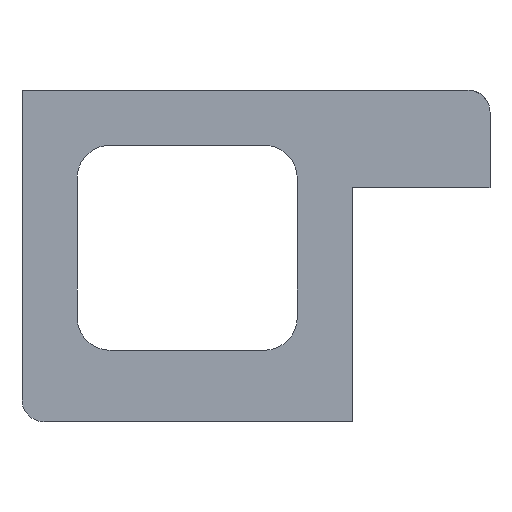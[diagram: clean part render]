
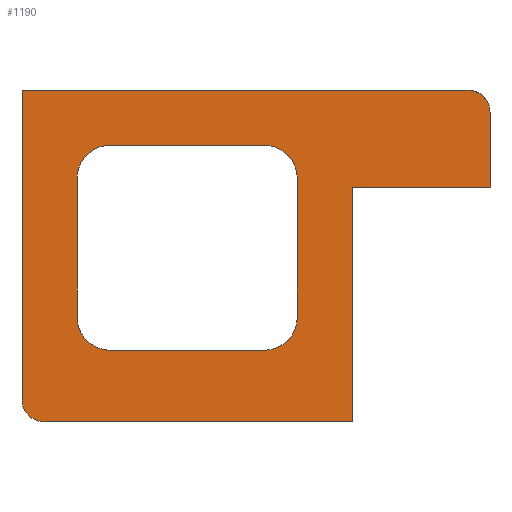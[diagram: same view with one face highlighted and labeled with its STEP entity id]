
A CAD part, left-side view. The second image highlights one B-rep face of the part: STEP entity #1190.
In plain terms, the highlighted planar face has unit normal (-1, 0, 0).
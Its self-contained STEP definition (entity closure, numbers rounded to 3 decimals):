
#38=FACE_BOUND('',#224,.T.);
#74=PLANE('',#1331);
#138=FACE_OUTER_BOUND('',#223,.T.);
#223=EDGE_LOOP('',(#1083,#1084,#1085,#1086,#1087,#1088,#1089,#1090));
#224=EDGE_LOOP('',(#1091,#1092,#1093,#1094,#1095,#1096,#1097,#1098));
#300=LINE('',#2003,#400);
#304=LINE('',#2020,#404);
#308=LINE('',#2033,#408);
#311=LINE('',#2041,#411);
#314=LINE('',#2049,#414);
#317=LINE('',#2056,#417);
#323=LINE('',#2088,#423);
#325=LINE('',#2091,#425);
#326=LINE('',#2094,#426);
#328=LINE('',#2097,#428);
#400=VECTOR('',#1569,10.);
#404=VECTOR('',#1589,10.);
#408=VECTOR('',#1603,10.);
#411=VECTOR('',#1612,10.);
#414=VECTOR('',#1621,10.);
#417=VECTOR('',#1630,10.);
#423=VECTOR('',#1672,10.);
#425=VECTOR('',#1676,10.);
#426=VECTOR('',#1679,10.);
#428=VECTOR('',#1683,10.);
#467=CIRCLE('',#1280,4.);
#477=CIRCLE('',#1294,4.);
#480=CIRCLE('',#1299,6.);
#481=CIRCLE('',#1302,6.);
#482=CIRCLE('',#1305,6.);
#483=CIRCLE('',#1308,6.);
#557=VERTEX_POINT('',#1957);
#558=VERTEX_POINT('',#1959);
#577=VERTEX_POINT('',#2001);
#581=VERTEX_POINT('',#2014);
#582=VERTEX_POINT('',#2016);
#584=VERTEX_POINT('',#2025);
#585=VERTEX_POINT('',#2026);
#586=VERTEX_POINT('',#2031);
#587=VERTEX_POINT('',#2035);
#588=VERTEX_POINT('',#2036);
#589=VERTEX_POINT('',#2043);
#590=VERTEX_POINT('',#2044);
#591=VERTEX_POINT('',#2051);
#598=VERTEX_POINT('',#2085);
#599=VERTEX_POINT('',#2087);
#600=VERTEX_POINT('',#2093);
#698=EDGE_CURVE('',#558,#557,#467,.T.);
#720=EDGE_CURVE('',#577,#557,#300,.T.);
#727=EDGE_CURVE('',#582,#581,#477,.T.);
#729=EDGE_CURVE('',#582,#577,#304,.T.);
#732=EDGE_CURVE('',#584,#585,#480,.T.);
#736=EDGE_CURVE('',#586,#585,#308,.T.);
#737=EDGE_CURVE('',#587,#588,#481,.T.);
#740=EDGE_CURVE('',#584,#588,#311,.T.);
#741=EDGE_CURVE('',#589,#590,#482,.T.);
#744=EDGE_CURVE('',#587,#590,#314,.T.);
#745=EDGE_CURVE('',#586,#591,#483,.T.);
#748=EDGE_CURVE('',#589,#591,#317,.T.);
#761=EDGE_CURVE('',#599,#598,#323,.T.);
#763=EDGE_CURVE('',#599,#581,#325,.T.);
#764=EDGE_CURVE('',#558,#600,#326,.T.);
#766=EDGE_CURVE('',#598,#600,#328,.T.);
#1083=ORIENTED_EDGE('',*,*,#698,.T.);
#1084=ORIENTED_EDGE('',*,*,#720,.F.);
#1085=ORIENTED_EDGE('',*,*,#729,.F.);
#1086=ORIENTED_EDGE('',*,*,#727,.T.);
#1087=ORIENTED_EDGE('',*,*,#763,.F.);
#1088=ORIENTED_EDGE('',*,*,#761,.T.);
#1089=ORIENTED_EDGE('',*,*,#766,.T.);
#1090=ORIENTED_EDGE('',*,*,#764,.F.);
#1091=ORIENTED_EDGE('',*,*,#740,.F.);
#1092=ORIENTED_EDGE('',*,*,#732,.T.);
#1093=ORIENTED_EDGE('',*,*,#736,.F.);
#1094=ORIENTED_EDGE('',*,*,#745,.T.);
#1095=ORIENTED_EDGE('',*,*,#748,.F.);
#1096=ORIENTED_EDGE('',*,*,#741,.T.);
#1097=ORIENTED_EDGE('',*,*,#744,.F.);
#1098=ORIENTED_EDGE('',*,*,#737,.T.);
#1190=ADVANCED_FACE('',(#138,#38),#74,.F.);
#1280=AXIS2_PLACEMENT_3D('',#1960,#1537,#1538);
#1294=AXIS2_PLACEMENT_3D('',#2017,#1584,#1585);
#1299=AXIS2_PLACEMENT_3D('',#2027,#1596,#1597);
#1302=AXIS2_PLACEMENT_3D('',#2037,#1606,#1607);
#1305=AXIS2_PLACEMENT_3D('',#2045,#1615,#1616);
#1308=AXIS2_PLACEMENT_3D('',#2052,#1624,#1625);
#1331=AXIS2_PLACEMENT_3D('',#2098,#1684,#1685);
#1537=DIRECTION('center_axis',(-1.,0.,0.));
#1538=DIRECTION('ref_axis',(0.,-0.707,0.707));
#1569=DIRECTION('',(0.,-1.,0.));
#1584=DIRECTION('center_axis',(-1.,0.,0.));
#1585=DIRECTION('ref_axis',(0.,0.707,-0.707));
#1589=DIRECTION('',(0.,0.,1.));
#1596=DIRECTION('center_axis',(1.,0.,0.));
#1597=DIRECTION('ref_axis',(0.,0.707,-0.707));
#1603=DIRECTION('',(0.,0.,-1.));
#1606=DIRECTION('center_axis',(1.,0.,0.));
#1607=DIRECTION('ref_axis',(0.,-0.707,-0.707));
#1612=DIRECTION('',(0.,-1.,0.));
#1615=DIRECTION('center_axis',(1.,0.,0.));
#1616=DIRECTION('ref_axis',(0.,-0.707,0.707));
#1621=DIRECTION('',(0.,0.,1.));
#1624=DIRECTION('center_axis',(1.,0.,0.));
#1625=DIRECTION('ref_axis',(0.,0.707,0.707));
#1630=DIRECTION('',(0.,1.,0.));
#1672=DIRECTION('',(0.,0.,1.));
#1676=DIRECTION('',(0.,1.,0.));
#1679=DIRECTION('',(0.,0.,-1.));
#1683=DIRECTION('',(0.,-1.,0.));
#1684=DIRECTION('center_axis',(1.,0.,0.));
#1685=DIRECTION('ref_axis',(0.,1.,0.));
#1957=CARTESIAN_POINT('',(-30.,179.85,53.72));
#1959=CARTESIAN_POINT('',(-30.,175.85,49.72));
#1960=CARTESIAN_POINT('Origin',(-30.,179.85,49.72));
#2001=CARTESIAN_POINT('',(-30.,260.85,53.72));
#2003=CARTESIAN_POINT('',(-30.,260.85,53.72));
#2014=CARTESIAN_POINT('',(-30.,256.85,-6.5));
#2016=CARTESIAN_POINT('',(-30.,260.85,-2.5));
#2017=CARTESIAN_POINT('Origin',(-30.,256.85,-2.5));
#2020=CARTESIAN_POINT('',(-30.,260.85,-6.5));
#2025=CARTESIAN_POINT('',(-30.,244.85,6.5));
#2026=CARTESIAN_POINT('',(-30.,250.85,12.5));
#2027=CARTESIAN_POINT('Origin',(-30.,244.85,12.5));
#2031=CARTESIAN_POINT('',(-30.,250.85,37.72));
#2033=CARTESIAN_POINT('',(-30.,250.85,43.72));
#2035=CARTESIAN_POINT('',(-30.,210.85,12.5));
#2036=CARTESIAN_POINT('',(-30.,216.85,6.5));
#2037=CARTESIAN_POINT('Origin',(-30.,216.85,12.5));
#2041=CARTESIAN_POINT('',(-30.,250.85,6.5));
#2043=CARTESIAN_POINT('',(-30.,216.85,43.72));
#2044=CARTESIAN_POINT('',(-30.,210.85,37.72));
#2045=CARTESIAN_POINT('Origin',(-30.,216.85,37.72));
#2049=CARTESIAN_POINT('',(-30.,210.85,6.5));
#2051=CARTESIAN_POINT('',(-30.,244.85,43.72));
#2052=CARTESIAN_POINT('Origin',(-30.,244.85,37.72));
#2056=CARTESIAN_POINT('',(-30.,210.85,43.72));
#2085=CARTESIAN_POINT('',(-30.,200.85,36.));
#2087=CARTESIAN_POINT('',(-30.,200.85,-6.5));
#2088=CARTESIAN_POINT('',(-30.,200.85,-6.5));
#2091=CARTESIAN_POINT('',(-30.,200.85,-6.5));
#2093=CARTESIAN_POINT('',(-30.,175.85,36.));
#2094=CARTESIAN_POINT('',(-30.,175.85,53.72));
#2097=CARTESIAN_POINT('',(-30.,200.85,36.));
#2098=CARTESIAN_POINT('Origin',(-30.,218.35,23.61));
